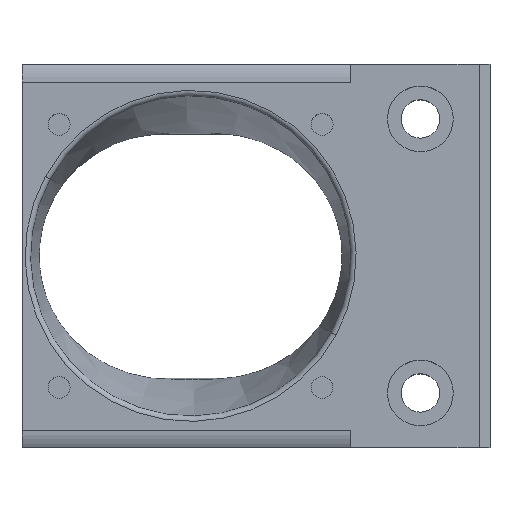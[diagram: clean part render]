
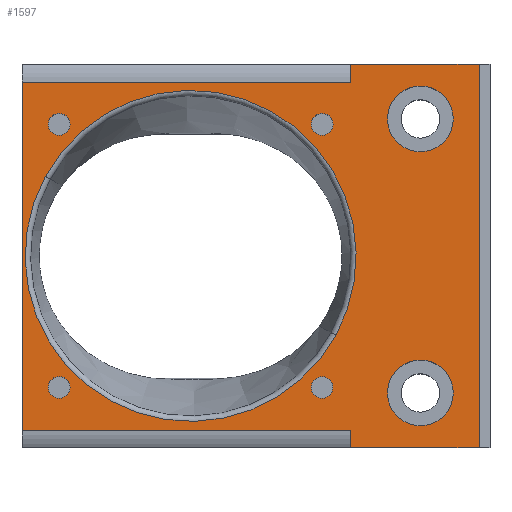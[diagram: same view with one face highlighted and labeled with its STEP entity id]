
A CAD part, top view. The second image highlights one B-rep face of the part: STEP entity #1597.
In plain terms, the highlighted planar face has unit normal (0, 0, 1).
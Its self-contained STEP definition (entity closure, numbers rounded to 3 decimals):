
#263=CARTESIAN_POINT('Vertex',(-3.,15.,12.)) ;
#268=CARTESIAN_POINT('Axis2P3D Location',(0.,15.,12.)) ;
#272=CARTESIAN_POINT('Vertex',(3.,15.,12.)) ;
#294=CARTESIAN_POINT('Axis2P3D Location',(0.,15.,12.)) ;
#320=CARTESIAN_POINT('Vertex',(3.,40.,12.)) ;
#325=CARTESIAN_POINT('Axis2P3D Location',(0.,40.,12.)) ;
#329=CARTESIAN_POINT('Vertex',(-3.,40.,12.)) ;
#351=CARTESIAN_POINT('Axis2P3D Location',(0.,40.,12.)) ;
#1132=CARTESIAN_POINT('Vertex',(-31.964,15.5,12.)) ;
#1137=CARTESIAN_POINT('Axis2P3D Location',(-32.964,15.5,12.)) ;
#1141=CARTESIAN_POINT('Vertex',(-33.964,15.5,12.)) ;
#1163=CARTESIAN_POINT('Axis2P3D Location',(-32.964,15.5,12.)) ;
#1199=CARTESIAN_POINT('Vertex',(-31.964,39.5,12.)) ;
#1204=CARTESIAN_POINT('Axis2P3D Location',(-32.964,39.5,12.)) ;
#1208=CARTESIAN_POINT('Vertex',(-33.964,39.5,12.)) ;
#1230=CARTESIAN_POINT('Axis2P3D Location',(-32.964,39.5,12.)) ;
#1261=CARTESIAN_POINT('Vertex',(-7.977,15.5,12.)) ;
#1266=CARTESIAN_POINT('Axis2P3D Location',(-8.964,15.5,12.)) ;
#1270=CARTESIAN_POINT('Vertex',(-9.95,15.5,12.)) ;
#1292=CARTESIAN_POINT('Axis2P3D Location',(-8.964,15.5,12.)) ;
#1323=CARTESIAN_POINT('Vertex',(-7.964,39.5,12.)) ;
#1328=CARTESIAN_POINT('Axis2P3D Location',(-8.964,39.5,12.)) ;
#1332=CARTESIAN_POINT('Vertex',(-9.964,39.5,12.)) ;
#1354=CARTESIAN_POINT('Axis2P3D Location',(-8.964,39.5,12.)) ;
#1428=CARTESIAN_POINT('Vertex',(-34.216,34.74,12.)) ;
#1431=CARTESIAN_POINT('Axis2P3D Location',(-20.964,27.5,12.)) ;
#1435=CARTESIAN_POINT('Vertex',(-7.711,20.26,12.)) ;
#1455=CARTESIAN_POINT('Axis2P3D Location',(-20.964,27.5,12.)) ;
#1478=CARTESIAN_POINT('Vertex',(-36.35,43.343,12.)) ;
#1481=CARTESIAN_POINT('Line Origine',(-15.5,43.343,12.)) ;
#1485=CARTESIAN_POINT('Vertex',(-6.35,43.343,12.)) ;
#1507=CARTESIAN_POINT('Axis2P3D Location',(0.,55.,12.)) ;
#1512=CARTESIAN_POINT('Line Origine',(5.35,27.5,12.)) ;
#1516=CARTESIAN_POINT('Vertex',(5.35,45.,12.)) ;
#1518=CARTESIAN_POINT('Vertex',(5.35,10.,12.)) ;
#1521=CARTESIAN_POINT('Line Origine',(-0.5,45.,12.)) ;
#1525=CARTESIAN_POINT('Vertex',(-6.35,45.,12.)) ;
#1528=CARTESIAN_POINT('Line Origine',(-6.35,44.172,12.)) ;
#1533=CARTESIAN_POINT('Line Origine',(-36.35,27.464,12.)) ;
#1537=CARTESIAN_POINT('Vertex',(-36.35,11.585,12.)) ;
#1540=CARTESIAN_POINT('Line Origine',(-21.35,11.585,12.)) ;
#1544=CARTESIAN_POINT('Vertex',(-6.35,11.585,12.)) ;
#1547=CARTESIAN_POINT('Line Origine',(-6.35,10.793,12.)) ;
#1551=CARTESIAN_POINT('Vertex',(-6.35,10.,12.)) ;
#1554=CARTESIAN_POINT('Line Origine',(-0.5,10.,12.)) ;
#269=DIRECTION('Axis2P3D Direction',(-0.,0.,1.)) ;
#295=DIRECTION('Axis2P3D Direction',(-0.,0.,1.)) ;
#326=DIRECTION('Axis2P3D Direction',(-0.,0.,1.)) ;
#352=DIRECTION('Axis2P3D Direction',(-0.,0.,1.)) ;
#1138=DIRECTION('Axis2P3D Direction',(-0.,0.,1.)) ;
#1164=DIRECTION('Axis2P3D Direction',(-0.,0.,1.)) ;
#1205=DIRECTION('Axis2P3D Direction',(-0.,0.,1.)) ;
#1231=DIRECTION('Axis2P3D Direction',(-0.,0.,1.)) ;
#1267=DIRECTION('Axis2P3D Direction',(-0.,0.,1.)) ;
#1293=DIRECTION('Axis2P3D Direction',(-0.,0.,1.)) ;
#1329=DIRECTION('Axis2P3D Direction',(-0.,0.,1.)) ;
#1355=DIRECTION('Axis2P3D Direction',(-0.,0.,1.)) ;
#1432=DIRECTION('Axis2P3D Direction',(0.,-0.,1.)) ;
#1456=DIRECTION('Axis2P3D Direction',(-0.,0.,1.)) ;
#1482=DIRECTION('Vector Direction',(-1.,0.,0.)) ;
#1508=DIRECTION('Axis2P3D Direction',(-0.,0.,1.)) ;
#1509=DIRECTION('Axis2P3D XDirection',(0.,-1.,0.)) ;
#1513=DIRECTION('Vector Direction',(0.,-1.,0.)) ;
#1522=DIRECTION('Vector Direction',(-1.,0.,0.)) ;
#1529=DIRECTION('Vector Direction',(0.,-1.,0.)) ;
#1534=DIRECTION('Vector Direction',(0.,-1.,0.)) ;
#1541=DIRECTION('Vector Direction',(-1.,0.,0.)) ;
#1548=DIRECTION('Vector Direction',(0.,-1.,0.)) ;
#1555=DIRECTION('Vector Direction',(-1.,0.,0.)) ;
#270=AXIS2_PLACEMENT_3D('Circle Axis2P3D',#268,#269,$) ;
#296=AXIS2_PLACEMENT_3D('Circle Axis2P3D',#294,#295,$) ;
#327=AXIS2_PLACEMENT_3D('Circle Axis2P3D',#325,#326,$) ;
#353=AXIS2_PLACEMENT_3D('Circle Axis2P3D',#351,#352,$) ;
#1139=AXIS2_PLACEMENT_3D('Circle Axis2P3D',#1137,#1138,$) ;
#1165=AXIS2_PLACEMENT_3D('Circle Axis2P3D',#1163,#1164,$) ;
#1206=AXIS2_PLACEMENT_3D('Circle Axis2P3D',#1204,#1205,$) ;
#1232=AXIS2_PLACEMENT_3D('Circle Axis2P3D',#1230,#1231,$) ;
#1268=AXIS2_PLACEMENT_3D('Circle Axis2P3D',#1266,#1267,$) ;
#1294=AXIS2_PLACEMENT_3D('Circle Axis2P3D',#1292,#1293,$) ;
#1330=AXIS2_PLACEMENT_3D('Circle Axis2P3D',#1328,#1329,$) ;
#1356=AXIS2_PLACEMENT_3D('Circle Axis2P3D',#1354,#1355,$) ;
#1433=AXIS2_PLACEMENT_3D('Circle Axis2P3D',#1431,#1432,$) ;
#1457=AXIS2_PLACEMENT_3D('Circle Axis2P3D',#1455,#1456,$) ;
#1510=AXIS2_PLACEMENT_3D('Plane Axis2P3D',#1507,#1508,#1509) ;
#1560=ORIENTED_EDGE('',*,*,#1520,.F.) ;
#1561=ORIENTED_EDGE('',*,*,#1527,.T.) ;
#1562=ORIENTED_EDGE('',*,*,#1532,.F.) ;
#1563=ORIENTED_EDGE('',*,*,#1487,.T.) ;
#1564=ORIENTED_EDGE('',*,*,#1539,.F.) ;
#1565=ORIENTED_EDGE('',*,*,#1546,.F.) ;
#1566=ORIENTED_EDGE('',*,*,#1553,.F.) ;
#1567=ORIENTED_EDGE('',*,*,#1558,.F.) ;
#1570=ORIENTED_EDGE('',*,*,#1459,.F.) ;
#1571=ORIENTED_EDGE('',*,*,#1437,.F.) ;
#1574=ORIENTED_EDGE('',*,*,#274,.F.) ;
#1575=ORIENTED_EDGE('',*,*,#298,.F.) ;
#1578=ORIENTED_EDGE('',*,*,#331,.F.) ;
#1579=ORIENTED_EDGE('',*,*,#355,.F.) ;
#1582=ORIENTED_EDGE('',*,*,#1334,.F.) ;
#1583=ORIENTED_EDGE('',*,*,#1358,.F.) ;
#1586=ORIENTED_EDGE('',*,*,#1210,.F.) ;
#1587=ORIENTED_EDGE('',*,*,#1234,.F.) ;
#1590=ORIENTED_EDGE('',*,*,#1143,.F.) ;
#1591=ORIENTED_EDGE('',*,*,#1167,.F.) ;
#1594=ORIENTED_EDGE('',*,*,#1272,.F.) ;
#1595=ORIENTED_EDGE('',*,*,#1296,.F.) ;
#1572=FACE_BOUND('',#1569,.T.) ;
#1576=FACE_BOUND('',#1573,.T.) ;
#1580=FACE_BOUND('',#1577,.T.) ;
#1584=FACE_BOUND('',#1581,.T.) ;
#1588=FACE_BOUND('',#1585,.T.) ;
#1592=FACE_BOUND('',#1589,.T.) ;
#1596=FACE_BOUND('',#1593,.T.) ;
#1483=VECTOR('Line Direction',#1482,1.) ;
#1514=VECTOR('Line Direction',#1513,1.) ;
#1523=VECTOR('Line Direction',#1522,1.) ;
#1530=VECTOR('Line Direction',#1529,1.) ;
#1535=VECTOR('Line Direction',#1534,1.) ;
#1542=VECTOR('Line Direction',#1541,1.) ;
#1549=VECTOR('Line Direction',#1548,1.) ;
#1556=VECTOR('Line Direction',#1555,1.) ;
#1597=ADVANCED_FACE('Corps principal',(#1568,#1572,#1576,#1580,#1584,#1588,#1592,#1596),#1511,.T.) ;
#271=CIRCLE('generated circle',#270,3.) ;
#297=CIRCLE('generated circle',#296,3.) ;
#328=CIRCLE('generated circle',#327,3.) ;
#354=CIRCLE('generated circle',#353,3.) ;
#1140=CIRCLE('generated circle',#1139,1.) ;
#1166=CIRCLE('generated circle',#1165,1.) ;
#1207=CIRCLE('generated circle',#1206,1.) ;
#1233=CIRCLE('generated circle',#1232,1.) ;
#1269=CIRCLE('generated circle',#1268,0.987) ;
#1295=CIRCLE('generated circle',#1294,0.987) ;
#1331=CIRCLE('generated circle',#1330,1.) ;
#1357=CIRCLE('generated circle',#1356,1.) ;
#1434=CIRCLE('generated circle',#1433,15.101) ;
#1458=CIRCLE('generated circle',#1457,15.101) ;
#274=EDGE_CURVE('',#264,#273,#271,.T.) ;
#298=EDGE_CURVE('',#273,#264,#297,.T.) ;
#331=EDGE_CURVE('',#321,#330,#328,.T.) ;
#355=EDGE_CURVE('',#330,#321,#354,.T.) ;
#1143=EDGE_CURVE('',#1133,#1142,#1140,.T.) ;
#1167=EDGE_CURVE('',#1142,#1133,#1166,.T.) ;
#1210=EDGE_CURVE('',#1200,#1209,#1207,.T.) ;
#1234=EDGE_CURVE('',#1209,#1200,#1233,.T.) ;
#1272=EDGE_CURVE('',#1262,#1271,#1269,.T.) ;
#1296=EDGE_CURVE('',#1271,#1262,#1295,.T.) ;
#1334=EDGE_CURVE('',#1324,#1333,#1331,.T.) ;
#1358=EDGE_CURVE('',#1333,#1324,#1357,.T.) ;
#1437=EDGE_CURVE('',#1429,#1436,#1434,.T.) ;
#1459=EDGE_CURVE('',#1436,#1429,#1458,.T.) ;
#1487=EDGE_CURVE('',#1486,#1479,#1484,.T.) ;
#1520=EDGE_CURVE('',#1517,#1519,#1515,.T.) ;
#1527=EDGE_CURVE('',#1517,#1526,#1524,.T.) ;
#1532=EDGE_CURVE('',#1486,#1526,#1531,.F.) ;
#1539=EDGE_CURVE('',#1538,#1479,#1536,.F.) ;
#1546=EDGE_CURVE('',#1545,#1538,#1543,.T.) ;
#1553=EDGE_CURVE('',#1552,#1545,#1550,.F.) ;
#1558=EDGE_CURVE('',#1519,#1552,#1557,.T.) ;
#1559=EDGE_LOOP('',(#1560,#1561,#1562,#1563,#1564,#1565,#1566,#1567)) ;
#1569=EDGE_LOOP('',(#1570,#1571)) ;
#1573=EDGE_LOOP('',(#1574,#1575)) ;
#1577=EDGE_LOOP('',(#1578,#1579)) ;
#1581=EDGE_LOOP('',(#1582,#1583)) ;
#1585=EDGE_LOOP('',(#1586,#1587)) ;
#1589=EDGE_LOOP('',(#1590,#1591)) ;
#1593=EDGE_LOOP('',(#1594,#1595)) ;
#1568=FACE_OUTER_BOUND('',#1559,.T.) ;
#1484=LINE('Line',#1481,#1483) ;
#1515=LINE('Line',#1512,#1514) ;
#1524=LINE('Line',#1521,#1523) ;
#1531=LINE('Line',#1528,#1530) ;
#1536=LINE('Line',#1533,#1535) ;
#1543=LINE('Line',#1540,#1542) ;
#1550=LINE('Line',#1547,#1549) ;
#1557=LINE('Line',#1554,#1556) ;
#1511=PLANE('',#1510) ;
#264=VERTEX_POINT('',#263) ;
#273=VERTEX_POINT('',#272) ;
#321=VERTEX_POINT('',#320) ;
#330=VERTEX_POINT('',#329) ;
#1133=VERTEX_POINT('',#1132) ;
#1142=VERTEX_POINT('',#1141) ;
#1200=VERTEX_POINT('',#1199) ;
#1209=VERTEX_POINT('',#1208) ;
#1262=VERTEX_POINT('',#1261) ;
#1271=VERTEX_POINT('',#1270) ;
#1324=VERTEX_POINT('',#1323) ;
#1333=VERTEX_POINT('',#1332) ;
#1429=VERTEX_POINT('',#1428) ;
#1436=VERTEX_POINT('',#1435) ;
#1479=VERTEX_POINT('',#1478) ;
#1486=VERTEX_POINT('',#1485) ;
#1517=VERTEX_POINT('',#1516) ;
#1519=VERTEX_POINT('',#1518) ;
#1526=VERTEX_POINT('',#1525) ;
#1538=VERTEX_POINT('',#1537) ;
#1545=VERTEX_POINT('',#1544) ;
#1552=VERTEX_POINT('',#1551) ;
